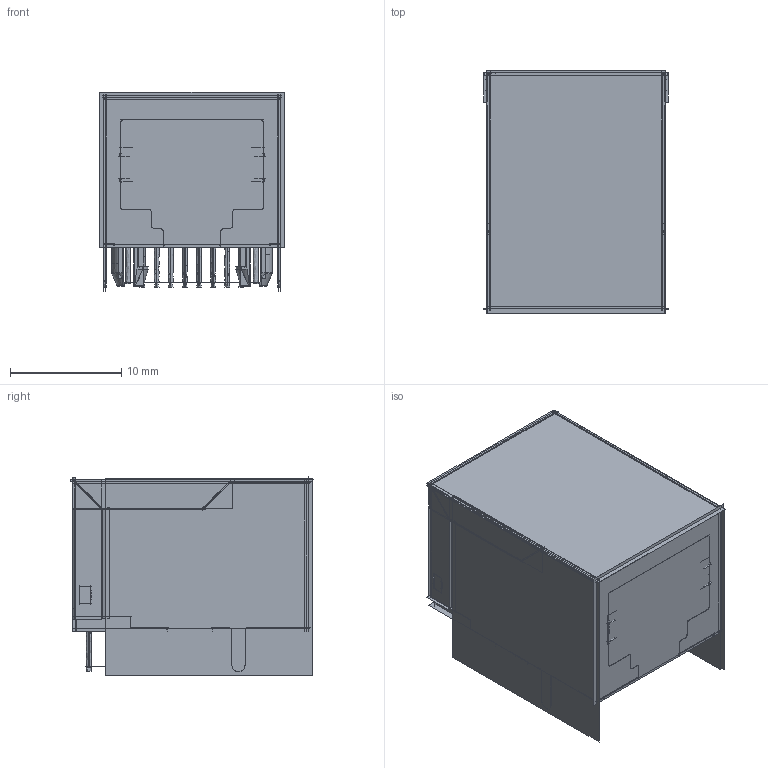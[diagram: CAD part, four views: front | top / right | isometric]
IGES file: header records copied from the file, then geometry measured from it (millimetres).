
Start section:  PTC IGES file: DGKYD59211111GWA3D7Y1027.igs
Global section: file name: DGKYD59211111GWA3D7Y1027.igs; native system: Creo Parametric by PTC Inc.; preprocessor: 2018400; author: Administrator; organization: Unknown; date: 20211213.160711; units: millimetre
Bounding box: 16.54 x 21.84 x 17.91 mm (x, y, z)
Surface area: 15796.4 mm2 (no closed solid volume)
Topology: 0 solids, 0 shells, 1238 faces, 19321 edges, 25131 vertices
Faces by surface type: bspline 928, revolution 302, extrusion 8
